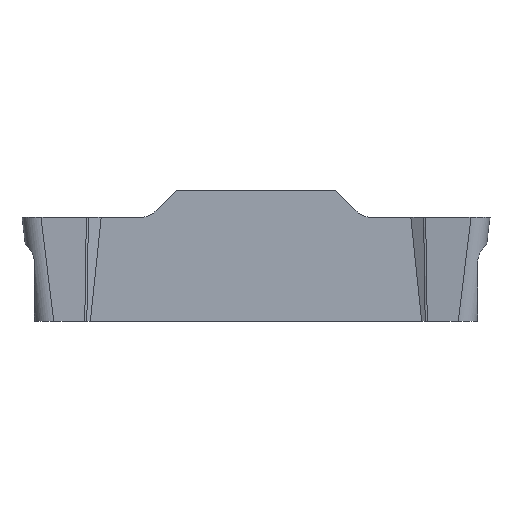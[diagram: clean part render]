
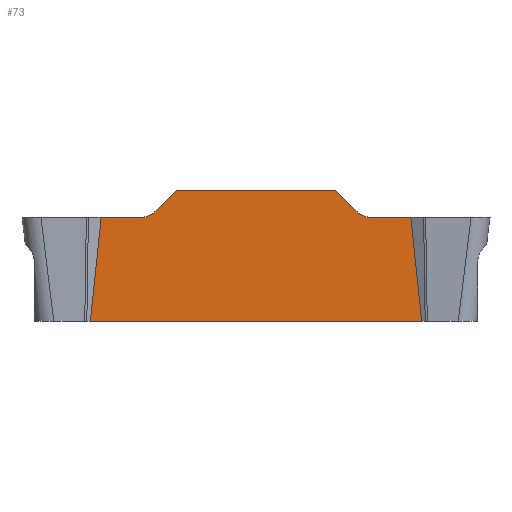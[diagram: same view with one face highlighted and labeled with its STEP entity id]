
A CAD part, left-side view. The second image highlights one B-rep face of the part: STEP entity #73.
In plain terms, the highlighted planar face has unit normal (-1, 0, 0).
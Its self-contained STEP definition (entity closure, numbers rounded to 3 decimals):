
#43=CIRCLE('',#732,1.);
#44=CIRCLE('',#733,1.);
#73=ADVANCED_FACE('',(#129),#103,.T.);
#103=PLANE('',#734);
#129=FACE_OUTER_BOUND('',#163,.T.);
#163=EDGE_LOOP('',(#227,#228,#229,#230,#231,#232,#233,#234,#235,#236));
#227=ORIENTED_EDGE('',*,*,#479,.F.);
#228=ORIENTED_EDGE('',*,*,#480,.T.);
#229=ORIENTED_EDGE('',*,*,#481,.T.);
#230=ORIENTED_EDGE('',*,*,#482,.T.);
#231=ORIENTED_EDGE('',*,*,#483,.F.);
#232=ORIENTED_EDGE('',*,*,#484,.F.);
#233=ORIENTED_EDGE('',*,*,#485,.F.);
#234=ORIENTED_EDGE('',*,*,#486,.F.);
#235=ORIENTED_EDGE('',*,*,#487,.F.);
#236=ORIENTED_EDGE('',*,*,#488,.F.);
#411=VERTEX_POINT('',#1091);
#412=VERTEX_POINT('',#1092);
#413=VERTEX_POINT('',#1094);
#414=VERTEX_POINT('',#1096);
#415=VERTEX_POINT('',#1098);
#416=VERTEX_POINT('',#1100);
#417=VERTEX_POINT('',#1102);
#418=VERTEX_POINT('',#1104);
#419=VERTEX_POINT('',#1106);
#420=VERTEX_POINT('',#1108);
#479=EDGE_CURVE('',#411,#412,#559,.T.);
#480=EDGE_CURVE('',#411,#413,#560,.T.);
#481=EDGE_CURVE('',#413,#414,#561,.T.);
#482=EDGE_CURVE('',#414,#415,#562,.T.);
#483=EDGE_CURVE('',#416,#415,#563,.T.);
#484=EDGE_CURVE('',#417,#416,#43,.T.);
#485=EDGE_CURVE('',#418,#417,#564,.T.);
#486=EDGE_CURVE('',#419,#418,#565,.T.);
#487=EDGE_CURVE('',#420,#419,#566,.T.);
#488=EDGE_CURVE('',#412,#420,#44,.T.);
#559=LINE('',#1090,#623);
#560=LINE('',#1093,#624);
#561=LINE('',#1095,#625);
#562=LINE('',#1097,#626);
#563=LINE('',#1099,#627);
#564=LINE('',#1103,#628);
#565=LINE('',#1105,#629);
#566=LINE('',#1107,#630);
#623=VECTOR('',#818,1.);
#624=VECTOR('',#819,1.);
#625=VECTOR('',#820,1.);
#626=VECTOR('',#821,1.);
#627=VECTOR('',#822,1.);
#628=VECTOR('',#825,1.);
#629=VECTOR('',#826,1.);
#630=VECTOR('',#827,1.);
#732=AXIS2_PLACEMENT_3D('',#1101,#823,#824);
#733=AXIS2_PLACEMENT_3D('',#1109,#828,#829);
#734=AXIS2_PLACEMENT_3D('',#1110,#830,#831);
#818=DIRECTION('',(0.,-1.,0.));
#819=DIRECTION('',(0.,0.104,-0.995));
#820=DIRECTION('',(0.,-1.,0.));
#821=DIRECTION('',(0.,0.104,0.995));
#822=DIRECTION('',(0.,-1.,0.));
#823=DIRECTION('',(-1.,0.,0.));
#824=DIRECTION('',(0.,0.,1.));
#825=DIRECTION('',(0.,-0.707,-0.707));
#826=DIRECTION('',(0.,-1.,0.));
#827=DIRECTION('',(0.,-0.707,0.707));
#828=DIRECTION('',(-1.,0.,0.));
#829=DIRECTION('',(0.,0.,1.));
#830=DIRECTION('',(-1.,0.,0.));
#831=DIRECTION('',(0.,0.,1.));
#1090=CARTESIAN_POINT('',(-1.15,19.75,0.));
#1091=CARTESIAN_POINT('',(-1.15,16.814,0.));
#1092=CARTESIAN_POINT('',(-1.15,15.096,0.));
#1093=CARTESIAN_POINT('',(-1.15,16.723,0.864));
#1094=CARTESIAN_POINT('',(-1.15,17.294,-4.582));
#1095=CARTESIAN_POINT('',(-1.15,19.75,-4.582));
#1096=CARTESIAN_POINT('',(-1.15,2.706,-4.582));
#1097=CARTESIAN_POINT('',(-1.15,3.489,2.886));
#1098=CARTESIAN_POINT('',(-1.15,3.186,0.));
#1099=CARTESIAN_POINT('',(-1.15,19.75,0.));
#1100=CARTESIAN_POINT('',(-1.15,4.904,0.));
#1101=CARTESIAN_POINT('',(-1.15,4.904,1.));
#1102=CARTESIAN_POINT('',(-1.15,5.611,0.293));
#1103=CARTESIAN_POINT('',(-1.15,13.125,7.807));
#1104=CARTESIAN_POINT('',(-1.15,6.5,1.182));
#1105=CARTESIAN_POINT('',(-1.15,19.75,1.182));
#1106=CARTESIAN_POINT('',(-1.15,13.5,1.182));
#1107=CARTESIAN_POINT('',(-1.15,16.625,-1.943));
#1108=CARTESIAN_POINT('',(-1.15,14.389,0.293));
#1109=CARTESIAN_POINT('',(-1.15,15.096,1.));
#1110=CARTESIAN_POINT('',(-1.15,19.75,1.182));
